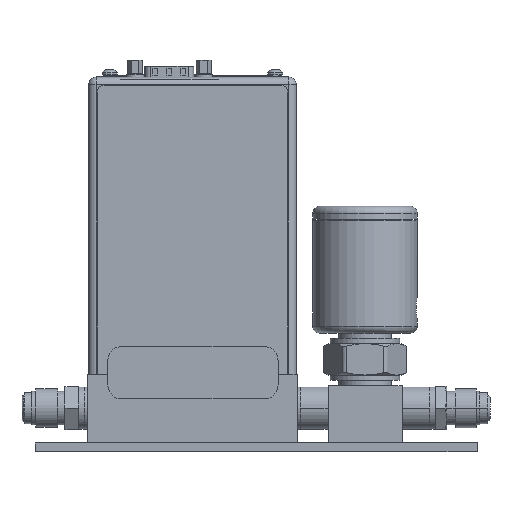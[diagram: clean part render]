
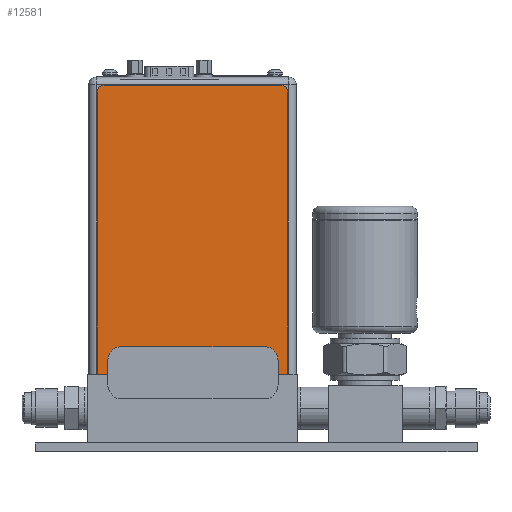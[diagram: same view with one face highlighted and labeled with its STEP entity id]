
A CAD part, top view. The second image highlights one B-rep face of the part: STEP entity #12581.
In plain terms, the highlighted planar face has unit normal (0, 0, 1).
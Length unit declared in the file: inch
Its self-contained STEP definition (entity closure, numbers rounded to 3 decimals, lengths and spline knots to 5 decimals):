
#12414=CARTESIAN_POINT('',(2.63,4.04,0.004));
#12415=DIRECTION('',(0.,0.,1.));
#12416=DIRECTION('',(1.,0.,0.));
#12417=AXIS2_PLACEMENT_3D('',#12414,#12415,#12416);
#12419=DIRECTION('',(0.,1.,0.));
#12420=VECTOR('',#12419,4.04);
#12421=CARTESIAN_POINT('',(2.73,0.,0.004));
#12422=LINE('',#12421,#12420);
#12423=DIRECTION('',(1.,0.,0.));
#12424=VECTOR('',#12423,2.73);
#12425=CARTESIAN_POINT('',(0.,0.,0.004));
#12426=LINE('',#12425,#12424);
#12427=DIRECTION('',(0.,-1.,0.));
#12428=VECTOR('',#12427,4.04);
#12429=CARTESIAN_POINT('',(0.,4.04,0.004));
#12430=LINE('',#12429,#12428);
#12431=CARTESIAN_POINT('',(0.1,4.04,0.004));
#12432=DIRECTION('',(0.,0.,1.));
#12433=DIRECTION('',(0.,1.,0.));
#12434=AXIS2_PLACEMENT_3D('',#12431,#12432,#12433);
#12436=DIRECTION('',(-1.,0.,0.));
#12437=VECTOR('',#12436,2.53);
#12438=CARTESIAN_POINT('',(2.63,4.14,0.004));
#12439=LINE('',#12438,#12437);
#12444=CARTESIAN_POINT('',(0.,0.,0.004));
#12445=CARTESIAN_POINT('',(2.73,0.,0.004));
#12446=VERTEX_POINT('',#12444);
#12447=VERTEX_POINT('',#12445);
#12452=CARTESIAN_POINT('',(2.73,4.04,0.004));
#12453=VERTEX_POINT('',#12452);
#12454=CARTESIAN_POINT('',(2.63,4.14,0.004));
#12455=VERTEX_POINT('',#12454);
#12460=CARTESIAN_POINT('',(0.1,4.14,0.004));
#12461=VERTEX_POINT('',#12460);
#12462=CARTESIAN_POINT('',(0.,4.04,0.004));
#12463=VERTEX_POINT('',#12462);
#12568=CARTESIAN_POINT('',(0.,0.,0.004));
#12569=DIRECTION('',(0.,0.,1.));
#12570=DIRECTION('',(1.,0.,0.));
#12571=AXIS2_PLACEMENT_3D('',#12568,#12569,#12570);
#12572=PLANE('',#12571);
#12573=ORIENTED_EDGE('',*,*,#12492,.F.);
#12574=ORIENTED_EDGE('',*,*,#12508,.F.);
#12575=ORIENTED_EDGE('',*,*,#12521,.F.);
#12576=ORIENTED_EDGE('',*,*,#12534,.F.);
#12577=ORIENTED_EDGE('',*,*,#12549,.F.);
#12578=ORIENTED_EDGE('',*,*,#12561,.F.);
#12579=EDGE_LOOP('',(#12573,#12574,#12575,#12576,#12577,#12578));
#12580=FACE_OUTER_BOUND('',#12579,.F.);
#12581=ADVANCED_FACE('',(#12580),#12572,.T.);
#12418=CIRCLE('',#12417,0.1);
#12435=CIRCLE('',#12434,0.1);
#12492=EDGE_CURVE('',#12453,#12455,#12418,.T.);
#12508=EDGE_CURVE('',#12447,#12453,#12422,.T.);
#12521=EDGE_CURVE('',#12446,#12447,#12426,.T.);
#12534=EDGE_CURVE('',#12463,#12446,#12430,.T.);
#12549=EDGE_CURVE('',#12461,#12463,#12435,.T.);
#12561=EDGE_CURVE('',#12455,#12461,#12439,.T.);
